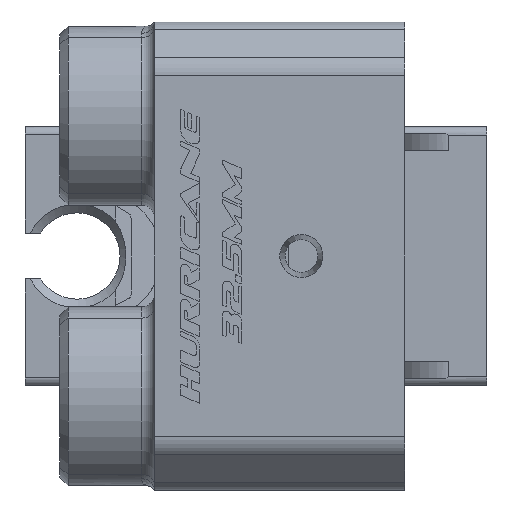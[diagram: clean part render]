
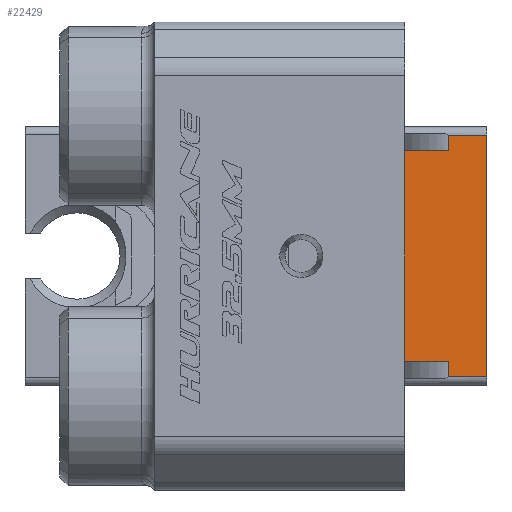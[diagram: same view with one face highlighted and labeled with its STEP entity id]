
A CAD part, left-side view. The second image highlights one B-rep face of the part: STEP entity #22429.
In plain terms, the highlighted planar face has unit normal (-1, 0, 0).
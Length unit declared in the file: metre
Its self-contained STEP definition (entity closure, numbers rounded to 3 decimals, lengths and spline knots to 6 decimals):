
#3295=ORIENTED_EDGE('',*,*,#9488,.T.);
#3296=ORIENTED_EDGE('',*,*,#9076,.F.);
#3297=ORIENTED_EDGE('',*,*,#9493,.F.);
#3298=ORIENTED_EDGE('',*,*,#9091,.F.);
#3299=ORIENTED_EDGE('',*,*,#9492,.T.);
#3300=ORIENTED_EDGE('',*,*,#9494,.T.);
#3301=ORIENTED_EDGE('',*,*,#9103,.T.);
#3302=ORIENTED_EDGE('',*,*,#9101,.T.);
#9076=EDGE_CURVE('',#12456,#12457,#14649,.T.);
#9091=EDGE_CURVE('',#12469,#12470,#14657,.T.);
#9101=EDGE_CURVE('',#12473,#12475,#14659,.T.);
#9103=EDGE_CURVE('',#12476,#12473,#14661,.T.);
#9488=EDGE_CURVE('',#12475,#12457,#14895,.T.);
#9492=EDGE_CURVE('',#12469,#12679,#14898,.T.);
#9493=EDGE_CURVE('',#12470,#12456,#14899,.T.);
#9494=EDGE_CURVE('',#12679,#12476,#14900,.T.);
#12456=VERTEX_POINT('',#32077);
#12457=VERTEX_POINT('',#32079);
#12469=VERTEX_POINT('',#32128);
#12470=VERTEX_POINT('',#32129);
#12473=VERTEX_POINT('',#32173);
#12475=VERTEX_POINT('',#32183);
#12476=VERTEX_POINT('',#32188);
#12679=VERTEX_POINT('',#35816);
#14649=LINE('',#32078,#17014);
#14657=LINE('',#32127,#17022);
#14659=LINE('',#32184,#17024);
#14661=LINE('',#32187,#17026);
#14895=LINE('',#35809,#17260);
#14898=LINE('',#35817,#17263);
#14899=LINE('',#35819,#17264);
#14900=LINE('',#35820,#17265);
#17014=VECTOR('',#25508,1.);
#17022=VECTOR('',#25526,1.);
#17024=VECTOR('',#25528,1.);
#17026=VECTOR('',#25532,1.);
#17260=VECTOR('',#26032,1.);
#17263=VECTOR('',#26043,1.);
#17264=VECTOR('',#26046,1.);
#17265=VECTOR('',#26047,1.);
#19090=EDGE_LOOP('',(#3295,#3296,#3297,#3298,#3299,#3300,#3301,#3302));
#20401=FACE_BOUND('',#19090,.T.);
#21570=PLANE('',#23629);
#22429=ADVANCED_FACE('',(#20401),#21570,.F.);
#23629=AXIS2_PLACEMENT_3D('',#35818,#26044,#26045);
#25508=DIRECTION('',(0.,0.,1.));
#25526=DIRECTION('',(0.,0.,1.));
#25528=DIRECTION('',(0.,0.,-1.));
#25532=DIRECTION('',(0.,1.,0.));
#26032=DIRECTION('',(0.,1.,0.));
#26043=DIRECTION('',(0.,-1.,0.));
#26044=DIRECTION('',(1.,0.,0.));
#26045=DIRECTION('',(0.,0.,-1.));
#26046=DIRECTION('',(0.,1.,0.));
#26047=DIRECTION('',(0.,0.,1.));
#32077=CARTESIAN_POINT('',(0.013,-0.002,-0.0122));
#32078=CARTESIAN_POINT('',(0.013,-0.002,-0.0122));
#32079=CARTESIAN_POINT('',(0.013,-0.002,0.0122));
#32127=CARTESIAN_POINT('',(0.013,-0.007074,-0.0142));
#32128=CARTESIAN_POINT('',(0.013,-0.007074,-0.014));
#32129=CARTESIAN_POINT('',(0.013,-0.007074,-0.0122));
#32173=CARTESIAN_POINT('',(0.013,-0.007074,0.014));
#32183=CARTESIAN_POINT('',(0.013,-0.007074,0.0122));
#32184=CARTESIAN_POINT('',(0.013,-0.007074,0.0142));
#32187=CARTESIAN_POINT('',(0.013,-0.0095,0.014));
#32188=CARTESIAN_POINT('',(0.013,-0.0115,0.014));
#35809=CARTESIAN_POINT('',(0.013,0.,0.0122));
#35816=CARTESIAN_POINT('',(0.013,-0.0115,-0.014));
#35817=CARTESIAN_POINT('',(0.013,-0.0095,-0.014));
#35818=CARTESIAN_POINT('',(0.013,-0.0095,0.));
#35819=CARTESIAN_POINT('',(0.013,0.,-0.0122));
#35820=CARTESIAN_POINT('',(0.013,-0.0115,0.));
